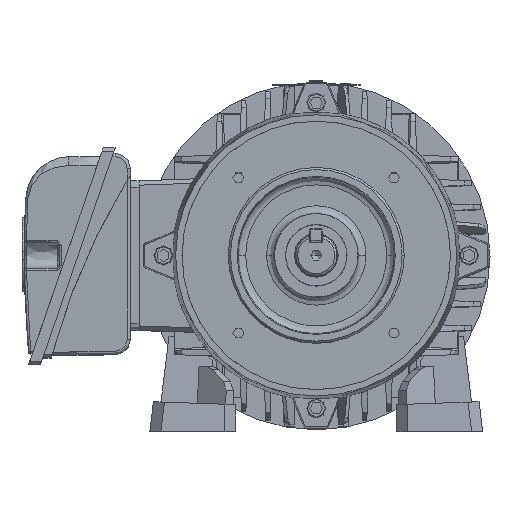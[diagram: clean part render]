
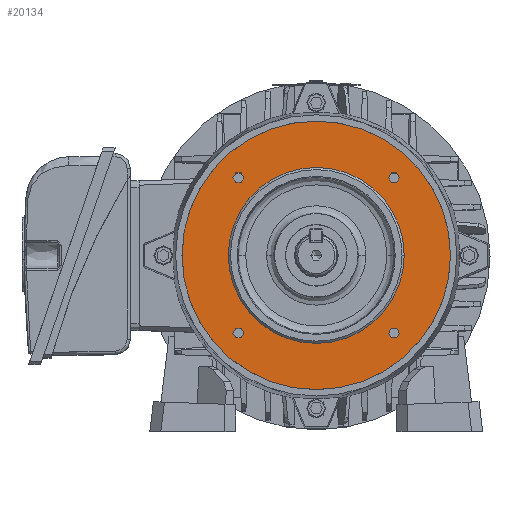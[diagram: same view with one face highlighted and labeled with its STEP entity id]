
A CAD part, top view. The second image highlights one B-rep face of the part: STEP entity #20134.
In plain terms, the highlighted planar face has unit normal (0, 0, 1).
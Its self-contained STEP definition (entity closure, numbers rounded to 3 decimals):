
#1241 = AXIS2_PLACEMENT_3D ( 'NONE', #26393, #53797, #64803 ) ;
#1561 = EDGE_CURVE ( 'NONE', #26225, #2775, #10969, .T. ) ;
#1600 = DIRECTION ( 'NONE',  ( 0., 0., 1. ) ) ;
#1989 = VERTEX_POINT ( 'NONE', #51890 ) ;
#2298 = VERTEX_POINT ( 'NONE', #17072 ) ;
#2321 = CARTESIAN_POINT ( 'NONE',  ( 61.026, 0., 7.1 ) ) ;
#2775 = VERTEX_POINT ( 'NONE', #56825 ) ;
#3313 = DIRECTION ( 'NONE',  ( -1., 0., 0. ) ) ;
#4181 = DIRECTION ( 'NONE',  ( 0., 0., 1. ) ) ;
#5344 = AXIS2_PLACEMENT_3D ( 'NONE', #57738, #8134, #3313 ) ;
#5753 = ORIENTED_EDGE ( 'NONE', *, *, #16050, .F. ) ;
#7057 = ORIENTED_EDGE ( 'NONE', *, *, #1561, .F. ) ;
#8134 = DIRECTION ( 'NONE',  ( 0., 0., -1. ) ) ;
#8897 = CIRCLE ( 'NONE', #28689, 2.5 ) ;
#9644 = DIRECTION ( 'NONE',  ( 1., 0., 0. ) ) ;
#9917 = ORIENTED_EDGE ( 'NONE', *, *, #10506, .F. ) ;
#10023 = DIRECTION ( 'NONE',  ( -1., 0., 0. ) ) ;
#10506 = EDGE_CURVE ( 'NONE', #31736, #13740, #42857, .T. ) ;
#10754 = FACE_BOUND ( 'NONE', #59360, .T. ) ;
#10969 = CIRCLE ( 'NONE', #11819, 2.5 ) ;
#11154 = DIRECTION ( 'NONE',  ( 0., 0., 1. ) ) ;
#11334 = DIRECTION ( 'NONE',  ( -1., 0., 0. ) ) ;
#11378 = AXIS2_PLACEMENT_3D ( 'NONE', #34480, #23316, #28331 ) ;
#11819 = AXIS2_PLACEMENT_3D ( 'NONE', #26003, #14562, #69935 ) ;
#11838 = PLANE ( 'NONE',  #11378 ) ;
#11871 = CARTESIAN_POINT ( 'NONE',  ( 32.855, 35.355, 7.1 ) ) ;
#12068 = ORIENTED_EDGE ( 'NONE', *, *, #28627, .F. ) ;
#12776 = CIRCLE ( 'NONE', #37478, 40. ) ;
#12837 = AXIS2_PLACEMENT_3D ( 'NONE', #60518, #43785, #11334 ) ;
#13740 = VERTEX_POINT ( 'NONE', #46938 ) ;
#14529 = AXIS2_PLACEMENT_3D ( 'NONE', #21696, #11154, #55278 ) ;
#14562 = DIRECTION ( 'NONE',  ( 0., 0., 1. ) ) ;
#15323 = CIRCLE ( 'NONE', #12837, 61.026 ) ;
#16013 = CIRCLE ( 'NONE', #31791, 40. ) ;
#16050 = EDGE_CURVE ( 'NONE', #38824, #27347, #22312, .T. ) ;
#16629 = EDGE_CURVE ( 'NONE', #69088, #1989, #30766, .T. ) ;
#17072 = CARTESIAN_POINT ( 'NONE',  ( 40., 0., 7.1 ) ) ;
#17896 = CARTESIAN_POINT ( 'NONE',  ( -32.855, -35.355, 7.1 ) ) ;
#18887 = ORIENTED_EDGE ( 'NONE', *, *, #16629, .F. ) ;
#19794 = DIRECTION ( 'NONE',  ( -1., 0., 0. ) ) ;
#20134 = ADVANCED_FACE ( 'NONE', ( #63703, #10754, #67138, #55998, #49110, #38035 ), #11838, .F. ) ;
#21696 = CARTESIAN_POINT ( 'NONE',  ( -35.355, 35.355, 7.1 ) ) ;
#22312 = CIRCLE ( 'NONE', #47727, 2.5 ) ;
#23316 = DIRECTION ( 'NONE',  ( 0., 0., -1. ) ) ;
#23481 = DIRECTION ( 'NONE',  ( 1., 0., 0. ) ) ;
#23822 = EDGE_CURVE ( 'NONE', #67145, #2298, #12776, .T. ) ;
#25754 = ORIENTED_EDGE ( 'NONE', *, *, #68985, .F. ) ;
#26003 = CARTESIAN_POINT ( 'NONE',  ( 35.355, -35.355, 7.1 ) ) ;
#26225 = VERTEX_POINT ( 'NONE', #39449 ) ;
#26393 = CARTESIAN_POINT ( 'NONE',  ( 35.355, 35.355, 7.1 ) ) ;
#26919 = ORIENTED_EDGE ( 'NONE', *, *, #23822, .T. ) ;
#27347 = VERTEX_POINT ( 'NONE', #17896 ) ;
#28261 = ORIENTED_EDGE ( 'NONE', *, *, #53861, .F. ) ;
#28331 = DIRECTION ( 'NONE',  ( -1., 0., 0. ) ) ;
#28627 = EDGE_CURVE ( 'NONE', #2775, #26225, #34573, .T. ) ;
#28689 = AXIS2_PLACEMENT_3D ( 'NONE', #36125, #36831, #9644 ) ;
#30400 = VERTEX_POINT ( 'NONE', #2321 ) ;
#30766 = CIRCLE ( 'NONE', #70677, 2.5 ) ;
#30911 = CARTESIAN_POINT ( 'NONE',  ( -61.026, 0., 7.1 ) ) ;
#31011 = VERTEX_POINT ( 'NONE', #30911 ) ;
#31267 = EDGE_LOOP ( 'NONE', ( #57804, #5753 ) ) ;
#31736 = VERTEX_POINT ( 'NONE', #46279 ) ;
#31791 = AXIS2_PLACEMENT_3D ( 'NONE', #47684, #42698, #10023 ) ;
#32748 = ORIENTED_EDGE ( 'NONE', *, *, #47668, .F. ) ;
#34480 = CARTESIAN_POINT ( 'NONE',  ( 0., 62.5, 7.1 ) ) ;
#34573 = CIRCLE ( 'NONE', #46363, 2.5 ) ;
#35756 = CARTESIAN_POINT ( 'NONE',  ( 0., 0., 7.1 ) ) ;
#36125 = CARTESIAN_POINT ( 'NONE',  ( -35.355, -35.355, 7.1 ) ) ;
#36831 = DIRECTION ( 'NONE',  ( 0., 0., 1. ) ) ;
#36993 = DIRECTION ( 'NONE',  ( 0., 0., 1. ) ) ;
#37329 = CARTESIAN_POINT ( 'NONE',  ( -35.355, 35.355, 7.1 ) ) ;
#37478 = AXIS2_PLACEMENT_3D ( 'NONE', #35756, #52175, #19794 ) ;
#38035 = FACE_OUTER_BOUND ( 'NONE', #62593, .T. ) ;
#38824 = VERTEX_POINT ( 'NONE', #59548 ) ;
#39324 = EDGE_CURVE ( 'NONE', #27347, #38824, #8897, .T. ) ;
#39449 = CARTESIAN_POINT ( 'NONE',  ( 37.855, -35.355, 7.1 ) ) ;
#40418 = EDGE_LOOP ( 'NONE', ( #26919, #58773 ) ) ;
#42050 = CARTESIAN_POINT ( 'NONE',  ( 35.355, -35.355, 7.1 ) ) ;
#42698 = DIRECTION ( 'NONE',  ( 0., 0., -1. ) ) ;
#42857 = CIRCLE ( 'NONE', #63435, 2.5 ) ;
#43226 = CIRCLE ( 'NONE', #5344, 61.026 ) ;
#43785 = DIRECTION ( 'NONE',  ( 0., 0., -1. ) ) ;
#44898 = CARTESIAN_POINT ( 'NONE',  ( -35.355, -35.355, 7.1 ) ) ;
#46279 = CARTESIAN_POINT ( 'NONE',  ( -32.855, 35.355, 7.1 ) ) ;
#46363 = AXIS2_PLACEMENT_3D ( 'NONE', #42050, #36993, #58485 ) ;
#46938 = CARTESIAN_POINT ( 'NONE',  ( -37.855, 35.355, 7.1 ) ) ;
#47668 = EDGE_CURVE ( 'NONE', #31011, #30400, #43226, .T. ) ;
#47684 = CARTESIAN_POINT ( 'NONE',  ( 0., 0., 7.1 ) ) ;
#47727 = AXIS2_PLACEMENT_3D ( 'NONE', #44898, #67134, #23481 ) ;
#48626 = EDGE_CURVE ( 'NONE', #1989, #69088, #70441, .T. ) ;
#49110 = FACE_BOUND ( 'NONE', #40418, .T. ) ;
#50035 = DIRECTION ( 'NONE',  ( 1., 0., 0. ) ) ;
#50273 = CARTESIAN_POINT ( 'NONE',  ( 35.355, 35.355, 7.1 ) ) ;
#51890 = CARTESIAN_POINT ( 'NONE',  ( 37.855, 35.355, 7.1 ) ) ;
#52175 = DIRECTION ( 'NONE',  ( 0., 0., -1. ) ) ;
#53099 = CARTESIAN_POINT ( 'NONE',  ( -40., 0., 7.1 ) ) ;
#53797 = DIRECTION ( 'NONE',  ( 0., 0., 1. ) ) ;
#53861 = EDGE_CURVE ( 'NONE', #30400, #31011, #15323, .T. ) ;
#55278 = DIRECTION ( 'NONE',  ( 1., 0., 0. ) ) ;
#55998 = FACE_BOUND ( 'NONE', #56914, .T. ) ;
#56825 = CARTESIAN_POINT ( 'NONE',  ( 32.855, -35.355, 7.1 ) ) ;
#56914 = EDGE_LOOP ( 'NONE', ( #7057, #12068 ) ) ;
#57738 = CARTESIAN_POINT ( 'NONE',  ( 0., 0., 7.1 ) ) ;
#57804 = ORIENTED_EDGE ( 'NONE', *, *, #39324, .F. ) ;
#58370 = ORIENTED_EDGE ( 'NONE', *, *, #48626, .F. ) ;
#58485 = DIRECTION ( 'NONE',  ( 1., 0., 0. ) ) ;
#58773 = ORIENTED_EDGE ( 'NONE', *, *, #66834, .T. ) ;
#59360 = EDGE_LOOP ( 'NONE', ( #58370, #18887 ) ) ;
#59548 = CARTESIAN_POINT ( 'NONE',  ( -37.855, -35.355, 7.1 ) ) ;
#60050 = EDGE_LOOP ( 'NONE', ( #9917, #25754 ) ) ;
#60518 = CARTESIAN_POINT ( 'NONE',  ( 0., 0., 7.1 ) ) ;
#62593 = EDGE_LOOP ( 'NONE', ( #32748, #28261 ) ) ;
#63435 = AXIS2_PLACEMENT_3D ( 'NONE', #37329, #4181, #69379 ) ;
#63703 = FACE_BOUND ( 'NONE', #60050, .T. ) ;
#64432 = CIRCLE ( 'NONE', #14529, 2.5 ) ;
#64803 = DIRECTION ( 'NONE',  ( 1., 0., 0. ) ) ;
#66834 = EDGE_CURVE ( 'NONE', #2298, #67145, #16013, .T. ) ;
#67134 = DIRECTION ( 'NONE',  ( 0., 0., 1. ) ) ;
#67138 = FACE_BOUND ( 'NONE', #31267, .T. ) ;
#67145 = VERTEX_POINT ( 'NONE', #53099 ) ;
#68985 = EDGE_CURVE ( 'NONE', #13740, #31736, #64432, .T. ) ;
#69088 = VERTEX_POINT ( 'NONE', #11871 ) ;
#69379 = DIRECTION ( 'NONE',  ( 1., 0., 0. ) ) ;
#69935 = DIRECTION ( 'NONE',  ( 1., 0., 0. ) ) ;
#70441 = CIRCLE ( 'NONE', #1241, 2.5 ) ;
#70677 = AXIS2_PLACEMENT_3D ( 'NONE', #50273, #1600, #50035 ) ;
